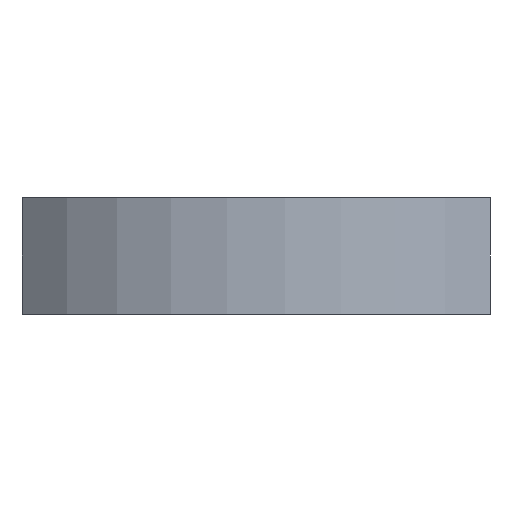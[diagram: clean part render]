
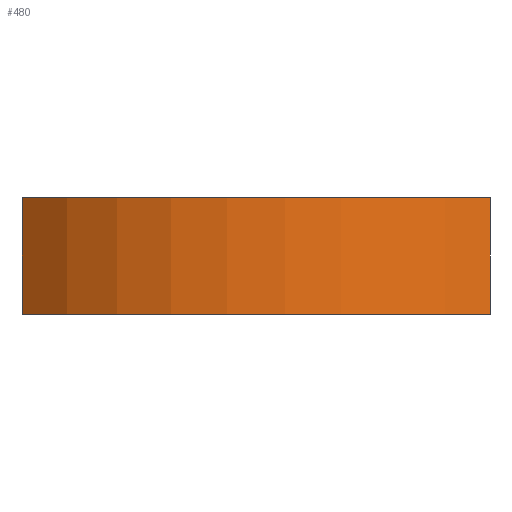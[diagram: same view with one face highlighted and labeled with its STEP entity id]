
A CAD part, left-side view. The second image highlights one B-rep face of the part: STEP entity #480.
In plain terms, the highlighted cylindrical face has radius 146.05 mm (diameter 292.1 mm), a partial arc.
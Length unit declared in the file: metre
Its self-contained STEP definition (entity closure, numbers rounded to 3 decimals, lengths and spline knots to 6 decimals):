
#2 = ORIENTED_EDGE ( 'NONE', *, *, #530, .T. ) ;
#35 = EDGE_LOOP ( 'NONE', ( #2, #53, #551, #231 ) ) ;
#37 = DIRECTION ( 'NONE',  ( 0., 0., 1. ) ) ;
#53 = ORIENTED_EDGE ( 'NONE', *, *, #554, .F. ) ;
#67 = DIRECTION ( 'NONE',  ( 0., 1., 0. ) ) ;
#83 = CARTESIAN_POINT ( 'NONE',  ( -0.106374, 0.100076, 0.05 ) ) ;
#116 = VERTEX_POINT ( 'NONE', #201 ) ;
#132 = CARTESIAN_POINT ( 'NONE',  ( -0.106374, -0.100076, 0.05 ) ) ;
#144 = VERTEX_POINT ( 'NONE', #451 ) ;
#165 = CYLINDRICAL_SURFACE ( 'NONE', #656, 0.14605 ) ;
#171 = DIRECTION ( 'NONE',  ( 0., 0., -1. ) ) ;
#172 = DIRECTION ( 'NONE',  ( 0., 0., 1. ) ) ;
#201 = CARTESIAN_POINT ( 'NONE',  ( -0.106374, -0.100076, 0. ) ) ;
#214 = VERTEX_POINT ( 'NONE', #504 ) ;
#218 = LINE ( 'NONE', #132, #629 ) ;
#231 = ORIENTED_EDGE ( 'NONE', *, *, #361, .T. ) ;
#238 = DIRECTION ( 'NONE',  ( 0., 1., 0. ) ) ;
#300 = CIRCLE ( 'NONE', #547, 0.14605 ) ;
#361 = EDGE_CURVE ( 'NONE', #596, #144, #513, .T. ) ;
#383 = DIRECTION ( 'NONE',  ( 0., 0., -1. ) ) ;
#393 = CIRCLE ( 'NONE', #462, 0.14605 ) ;
#422 = CARTESIAN_POINT ( 'NONE',  ( 0., 0., 0.05 ) ) ;
#429 = CARTESIAN_POINT ( 'NONE',  ( 0., 0., 0.05 ) ) ;
#440 = CARTESIAN_POINT ( 'NONE',  ( 0., 0., 0. ) ) ;
#446 = EDGE_CURVE ( 'NONE', #596, #214, #300, .T. ) ;
#451 = CARTESIAN_POINT ( 'NONE',  ( -0.106374, 0.100076, 0. ) ) ;
#462 = AXIS2_PLACEMENT_3D ( 'NONE', #440, #37, #238 ) ;
#470 = DIRECTION ( 'NONE',  ( 0., -1., 0. ) ) ;
#473 = DIRECTION ( 'NONE',  ( 0., 0., -1. ) ) ;
#480 = ADVANCED_FACE ( 'NONE', ( #532 ), #165, .T. ) ;
#504 = CARTESIAN_POINT ( 'NONE',  ( -0.106374, -0.100076, 0.05 ) ) ;
#513 = LINE ( 'NONE', #638, #548 ) ;
#530 = EDGE_CURVE ( 'NONE', #144, #116, #393, .T. ) ;
#532 = FACE_OUTER_BOUND ( 'NONE', #35, .T. ) ;
#547 = AXIS2_PLACEMENT_3D ( 'NONE', #422, #172, #67 ) ;
#548 = VECTOR ( 'NONE', #473, 1. ) ;
#551 = ORIENTED_EDGE ( 'NONE', *, *, #446, .F. ) ;
#554 = EDGE_CURVE ( 'NONE', #214, #116, #218, .T. ) ;
#596 = VERTEX_POINT ( 'NONE', #83 ) ;
#629 = VECTOR ( 'NONE', #383, 1. ) ;
#638 = CARTESIAN_POINT ( 'NONE',  ( -0.106374, 0.100076, 0.05 ) ) ;
#656 = AXIS2_PLACEMENT_3D ( 'NONE', #429, #171, #470 ) ;
